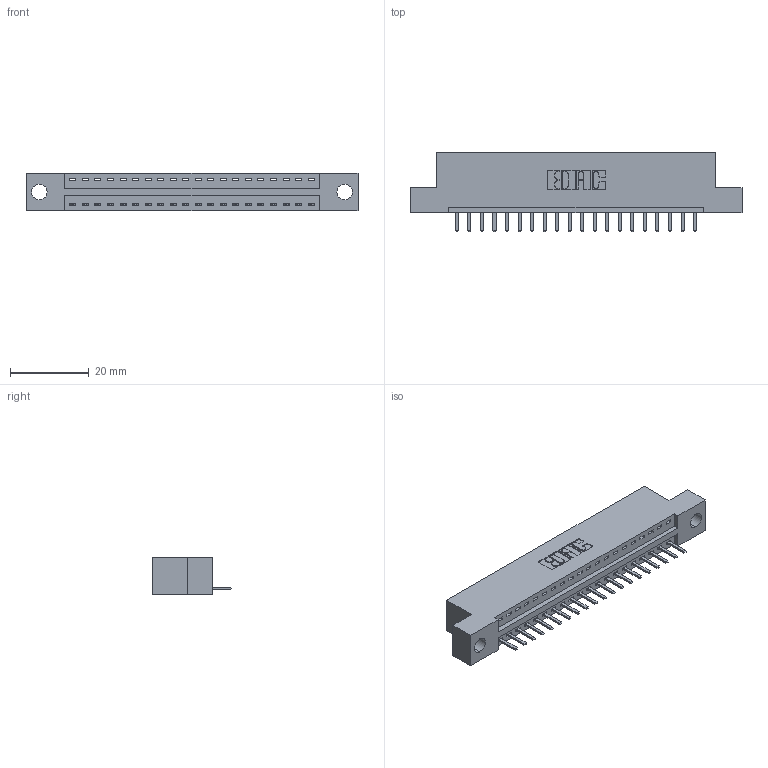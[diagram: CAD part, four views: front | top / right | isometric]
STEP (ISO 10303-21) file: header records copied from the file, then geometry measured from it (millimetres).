
FILE_DESCRIPTION (( 'STEP AP203' ), '1' );
FILE_NAME ('396-020-520-104.STEP', '2019-10-26T21:03:19', ( '' ), ( '' ), 'SwSTEP 2.0', 'SolidWorks 2016', '' );
FILE_SCHEMA (( 'CONFIG_CONTROL_DESIGN' ));
Length unit declared in the file: inch
Products named in the file (3): 346 Part_Flush Mounting Lugs - 0.156 Dia-TH; 396-020-520-104; 345-292-001_345-293-120
Assembly tree (21 placements, depth 2):
  396-020-520-104
    346 Part_Flush Mounting Lugs - 0.156 Dia-TH
    345-292-001_345-293-120  x20
Bounding box: 84.07 x 20.02 x 9.4 mm (x, y, z)
Volume: 7750.8 mm3; surface area: 9063 mm2
Topology: 21 solids, 21 shells, 1362 faces, 4009 edges, 2618 vertices
Faces by surface type: plane 916, cylinder 446
Entity records: 15491 total; most frequent: CARTESIAN_POINT 2680, ORIENTED_EDGE 2622, DIRECTION 2379, EDGE_CURVE 1311, LINE 1095, VECTOR 1095, VERTEX_POINT 870, AXIS2_PLACEMENT_3D 642
